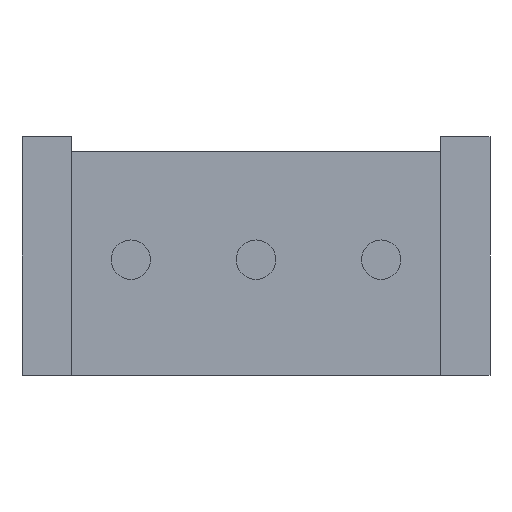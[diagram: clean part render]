
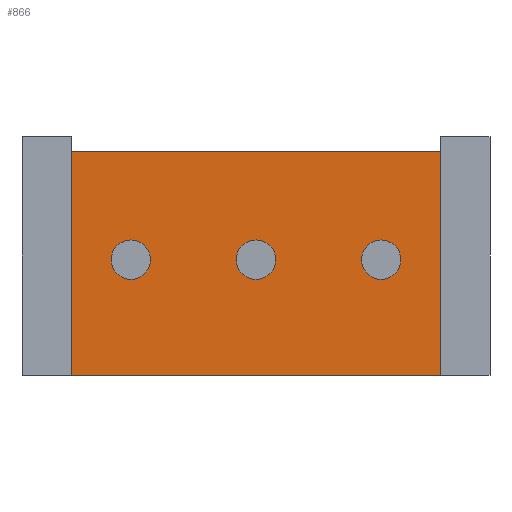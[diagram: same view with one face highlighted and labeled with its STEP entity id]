
A CAD part, front view. The second image highlights one B-rep face of the part: STEP entity #866.
In plain terms, the highlighted planar face has unit normal (0, -1, 0).
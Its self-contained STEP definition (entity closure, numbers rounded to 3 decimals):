
#2 = EDGE_LOOP ( 'NONE', ( #605, #885 ) ) ;
#3 = DIRECTION ( 'NONE',  ( 0., 0., 1. ) ) ;
#4 = CARTESIAN_POINT ( 'NONE',  ( 8.5, 0.4, -0.3 ) ) ;
#12 = AXIS2_PLACEMENT_3D ( 'NONE', #634, #748, #182 ) ;
#46 = EDGE_CURVE ( 'NONE', #1178, #1067, #948, .T. ) ;
#75 = VERTEX_POINT ( 'NONE', #837 ) ;
#79 = VECTOR ( 'NONE', #1029, 1000. ) ;
#182 = DIRECTION ( 'NONE',  ( 0., 0., 1. ) ) ;
#229 = DIRECTION ( 'NONE',  ( 0., 0., 1. ) ) ;
#275 = DIRECTION ( 'NONE',  ( 0., 0., 1. ) ) ;
#279 = VERTEX_POINT ( 'NONE', #1088 ) ;
#281 = CIRCLE ( 'NONE', #981, 0.4 ) ;
#293 = DIRECTION ( 'NONE',  ( 0., 0., 1. ) ) ;
#302 = EDGE_LOOP ( 'NONE', ( #377, #714, #617, #666 ) ) ;
#306 = DIRECTION ( 'NONE',  ( 0., 0., 1. ) ) ;
#316 = CARTESIAN_POINT ( 'NONE',  ( 2.21, 0.4, -2.9 ) ) ;
#337 = PLANE ( 'NONE',  #1044 ) ;
#355 = EDGE_CURVE ( 'NONE', #1071, #75, #912, .T. ) ;
#366 = CARTESIAN_POINT ( 'NONE',  ( 1., 0.4, -0.3 ) ) ;
#377 = ORIENTED_EDGE ( 'NONE', *, *, #1015, .T. ) ;
#385 = DIRECTION ( 'NONE',  ( 0., 1., 0. ) ) ;
#407 = CIRCLE ( 'NONE', #596, 0.4 ) ;
#428 = CARTESIAN_POINT ( 'NONE',  ( 7.29, 0.4, -2.9 ) ) ;
#431 = FACE_BOUND ( 'NONE', #447, .T. ) ;
#447 = EDGE_LOOP ( 'NONE', ( #1154, #810 ) ) ;
#465 = CIRCLE ( 'NONE', #887, 0.4 ) ;
#467 = CARTESIAN_POINT ( 'NONE',  ( 8.5, 0.4, -4.85 ) ) ;
#469 = CARTESIAN_POINT ( 'NONE',  ( 7.29, 0.4, -2.5 ) ) ;
#478 = EDGE_LOOP ( 'NONE', ( #1041, #1061 ) ) ;
#518 = DIRECTION ( 'NONE',  ( 0., -1., 0. ) ) ;
#535 = LINE ( 'NONE', #1125, #1228 ) ;
#566 = EDGE_CURVE ( 'NONE', #848, #932, #465, .T. ) ;
#587 = DIRECTION ( 'NONE',  ( 0., 1., 0. ) ) ;
#596 = AXIS2_PLACEMENT_3D ( 'NONE', #1073, #587, #306 ) ;
#597 = EDGE_CURVE ( 'NONE', #606, #1071, #535, .T. ) ;
#605 = ORIENTED_EDGE ( 'NONE', *, *, #566, .T. ) ;
#606 = VERTEX_POINT ( 'NONE', #1097 ) ;
#607 = FACE_BOUND ( 'NONE', #2, .T. ) ;
#617 = ORIENTED_EDGE ( 'NONE', *, *, #597, .T. ) ;
#618 = FACE_BOUND ( 'NONE', #478, .T. ) ;
#629 = DIRECTION ( 'NONE',  ( 0., 0., -1. ) ) ;
#634 = CARTESIAN_POINT ( 'NONE',  ( 2.21, 0.4, -2.5 ) ) ;
#637 = LINE ( 'NONE', #467, #763 ) ;
#646 = LINE ( 'NONE', #366, #79 ) ;
#666 = ORIENTED_EDGE ( 'NONE', *, *, #355, .T. ) ;
#676 = AXIS2_PLACEMENT_3D ( 'NONE', #777, #1160, #3 ) ;
#687 = EDGE_CURVE ( 'NONE', #279, #1096, #743, .T. ) ;
#714 = ORIENTED_EDGE ( 'NONE', *, *, #939, .T. ) ;
#722 = CARTESIAN_POINT ( 'NONE',  ( 1., 0.4, -4.85 ) ) ;
#732 = VERTEX_POINT ( 'NONE', #4 ) ;
#733 = FACE_OUTER_BOUND ( 'NONE', #302, .T. ) ;
#734 = DIRECTION ( 'NONE',  ( 0., 0., -1. ) ) ;
#743 = CIRCLE ( 'NONE', #847, 0.4 ) ;
#748 = DIRECTION ( 'NONE',  ( 0., 1., 0. ) ) ;
#763 = VECTOR ( 'NONE', #938, 1000. ) ;
#777 = CARTESIAN_POINT ( 'NONE',  ( 4.75, 0.4, -2.5 ) ) ;
#794 = DIRECTION ( 'NONE',  ( 0., 1., 0. ) ) ;
#810 = ORIENTED_EDGE ( 'NONE', *, *, #917, .T. ) ;
#826 = CIRCLE ( 'NONE', #676, 0.4 ) ;
#837 = CARTESIAN_POINT ( 'NONE',  ( 8.5, 0.4, -4.85 ) ) ;
#847 = AXIS2_PLACEMENT_3D ( 'NONE', #469, #385, #293 ) ;
#848 = VERTEX_POINT ( 'NONE', #1162 ) ;
#866 = ADVANCED_FACE ( 'NONE', ( #431, #607, #733, #618 ), #337, .T. ) ;
#885 = ORIENTED_EDGE ( 'NONE', *, *, #1027, .T. ) ;
#887 = AXIS2_PLACEMENT_3D ( 'NONE', #973, #794, #229 ) ;
#905 = EDGE_CURVE ( 'NONE', #1067, #1178, #281, .T. ) ;
#912 = LINE ( 'NONE', #1005, #1022 ) ;
#917 = EDGE_CURVE ( 'NONE', #1096, #279, #407, .T. ) ;
#932 = VERTEX_POINT ( 'NONE', #946 ) ;
#938 = DIRECTION ( 'NONE',  ( 0., 0., 1. ) ) ;
#939 = EDGE_CURVE ( 'NONE', #732, #606, #646, .T. ) ;
#942 = CARTESIAN_POINT ( 'NONE',  ( 2.21, 0.4, -2.1 ) ) ;
#946 = CARTESIAN_POINT ( 'NONE',  ( 4.75, 0.4, -2.9 ) ) ;
#948 = CIRCLE ( 'NONE', #12, 0.4 ) ;
#973 = CARTESIAN_POINT ( 'NONE',  ( 4.75, 0.4, -2.5 ) ) ;
#981 = AXIS2_PLACEMENT_3D ( 'NONE', #1123, #1042, #275 ) ;
#1005 = CARTESIAN_POINT ( 'NONE',  ( 0., 0.4, -4.85 ) ) ;
#1015 = EDGE_CURVE ( 'NONE', #75, #732, #637, .T. ) ;
#1022 = VECTOR ( 'NONE', #1211, 1000. ) ;
#1027 = EDGE_CURVE ( 'NONE', #932, #848, #826, .T. ) ;
#1029 = DIRECTION ( 'NONE',  ( -1., 0., 0. ) ) ;
#1041 = ORIENTED_EDGE ( 'NONE', *, *, #46, .T. ) ;
#1042 = DIRECTION ( 'NONE',  ( 0., 1., 0. ) ) ;
#1044 = AXIS2_PLACEMENT_3D ( 'NONE', #722, #518, #629 ) ;
#1061 = ORIENTED_EDGE ( 'NONE', *, *, #905, .T. ) ;
#1067 = VERTEX_POINT ( 'NONE', #316 ) ;
#1071 = VERTEX_POINT ( 'NONE', #1099 ) ;
#1073 = CARTESIAN_POINT ( 'NONE',  ( 7.29, 0.4, -2.5 ) ) ;
#1088 = CARTESIAN_POINT ( 'NONE',  ( 7.29, 0.4, -2.1 ) ) ;
#1096 = VERTEX_POINT ( 'NONE', #428 ) ;
#1097 = CARTESIAN_POINT ( 'NONE',  ( 1., 0.4, -0.3 ) ) ;
#1099 = CARTESIAN_POINT ( 'NONE',  ( 1., 0.4, -4.85 ) ) ;
#1123 = CARTESIAN_POINT ( 'NONE',  ( 2.21, 0.4, -2.5 ) ) ;
#1125 = CARTESIAN_POINT ( 'NONE',  ( 1., 0.4, -4.85 ) ) ;
#1154 = ORIENTED_EDGE ( 'NONE', *, *, #687, .T. ) ;
#1160 = DIRECTION ( 'NONE',  ( 0., 1., 0. ) ) ;
#1162 = CARTESIAN_POINT ( 'NONE',  ( 4.75, 0.4, -2.1 ) ) ;
#1178 = VERTEX_POINT ( 'NONE', #942 ) ;
#1211 = DIRECTION ( 'NONE',  ( 1., 0., 0. ) ) ;
#1228 = VECTOR ( 'NONE', #734, 1000. ) ;
